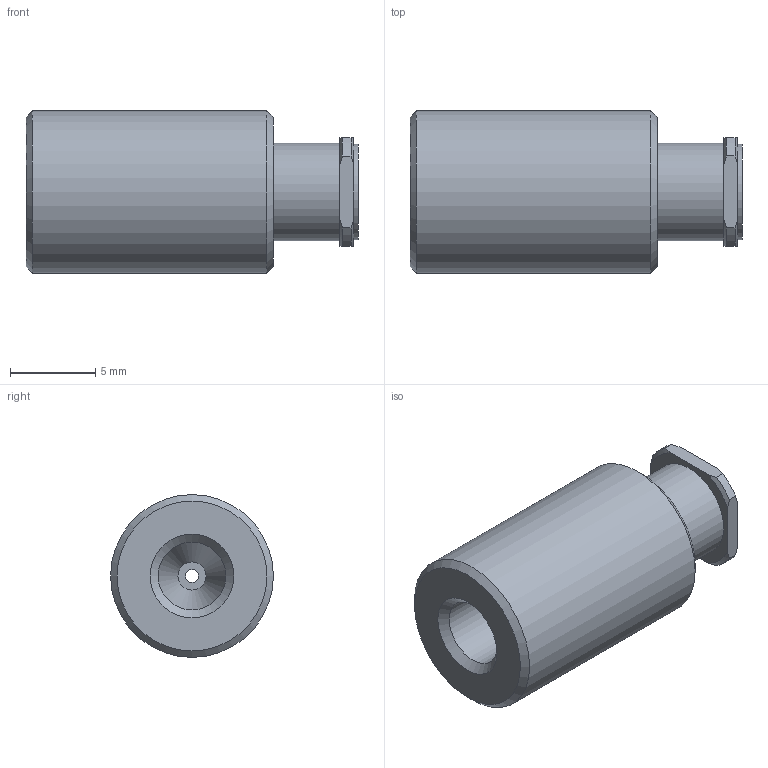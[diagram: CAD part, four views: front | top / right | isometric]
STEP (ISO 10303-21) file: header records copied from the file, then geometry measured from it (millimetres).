
FILE_DESCRIPTION((''),'2;1');
FILE_NAME('312781.stp','2008-08-18T13:09:31',('Franzp'),(''),'Autodesk Inventor 2008','Autodesk Inventor 2008','');
FILE_SCHEMA(('AUTOMOTIVE_DESIGN { 1 0 10303 214 1 1 1 1 }'));
Length unit declared in the file: millimetre
Products named in the file (1): 312781
Bounding box: 19.43 x 9.53 x 9.53 mm (x, y, z)
Volume: 969.8 mm3; surface area: 868.9 mm2
Topology: 1 solids, 1 shells, 36 faces, 82 edges, 54 vertices
Faces by surface type: cone 11, plane 10, bspline 8, cylinder 7
Full cylindrical faces by diameter (mm): 5.6 x1, 5.69 x1, 9.525 x1
Entity records: 1040 total; most frequent: CARTESIAN_POINT 295, DIRECTION 144, ORIENTED_EDGE 134, EDGE_CURVE 67, AXIS2_PLACEMENT_3D 64, EDGE_LOOP 56, VERTEX_POINT 51, FACE_OUTER_BOUND 36
